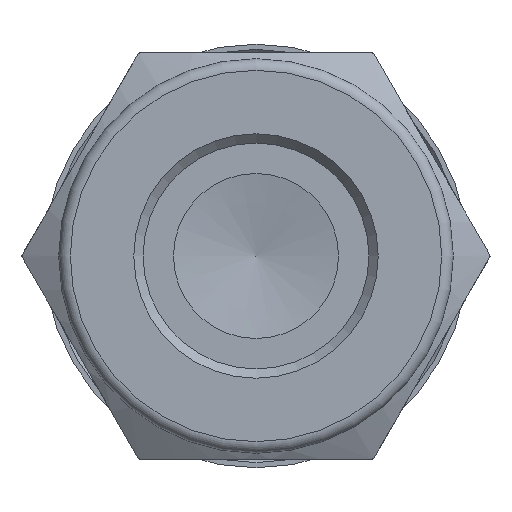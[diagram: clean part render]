
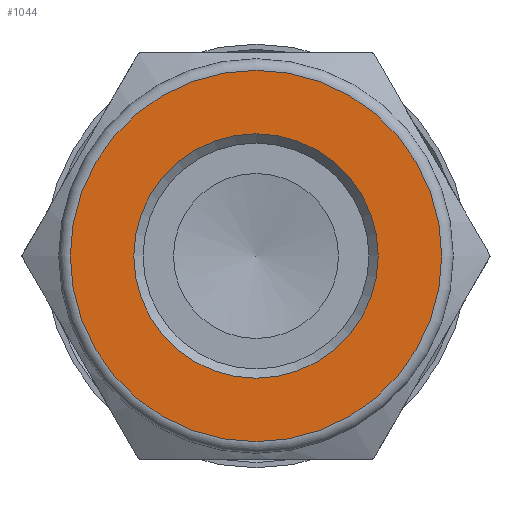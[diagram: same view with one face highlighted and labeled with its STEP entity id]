
A CAD part, left-side view. The second image highlights one B-rep face of the part: STEP entity #1044.
In plain terms, the highlighted planar face has unit normal (-1, 0, 0).
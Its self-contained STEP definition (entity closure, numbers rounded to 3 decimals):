
#62=FACE_BOUND('',#247,.T.);
#115=CIRCLE('',#1177,5.265);
#116=CIRCLE('',#1179,8.);
#180=FACE_OUTER_BOUND('',#246,.T.);
#246=EDGE_LOOP('',(#899));
#247=EDGE_LOOP('',(#900));
#497=VERTEX_POINT('',#1866);
#498=VERTEX_POINT('',#1870);
#642=EDGE_CURVE('',#497,#497,#115,.T.);
#643=EDGE_CURVE('',#498,#498,#116,.T.);
#899=ORIENTED_EDGE('',*,*,#643,.F.);
#900=ORIENTED_EDGE('',*,*,#642,.T.);
#992=PLANE('',#1178);
#1044=ADVANCED_FACE('',(#180,#62),#992,.T.);
#1177=AXIS2_PLACEMENT_3D('',#1868,#1455,#1456);
#1178=AXIS2_PLACEMENT_3D('',#1869,#1457,#1458);
#1179=AXIS2_PLACEMENT_3D('',#1871,#1459,#1460);
#1455=DIRECTION('center_axis',(1.,0.,0.));
#1456=DIRECTION('ref_axis',(0.,0.,-1.));
#1457=DIRECTION('center_axis',(-1.,0.,0.));
#1458=DIRECTION('ref_axis',(0.,0.,1.));
#1459=DIRECTION('center_axis',(1.,0.,0.));
#1460=DIRECTION('ref_axis',(0.,0.,-1.));
#1866=CARTESIAN_POINT('',(0.,-5.265,0.));
#1868=CARTESIAN_POINT('Origin',(0.,0.,
0.));
#1869=CARTESIAN_POINT('Origin',(0.,8.,0.));
#1870=CARTESIAN_POINT('',(0.,0.,8.));
#1871=CARTESIAN_POINT('Origin',(0.,0.,
0.));
